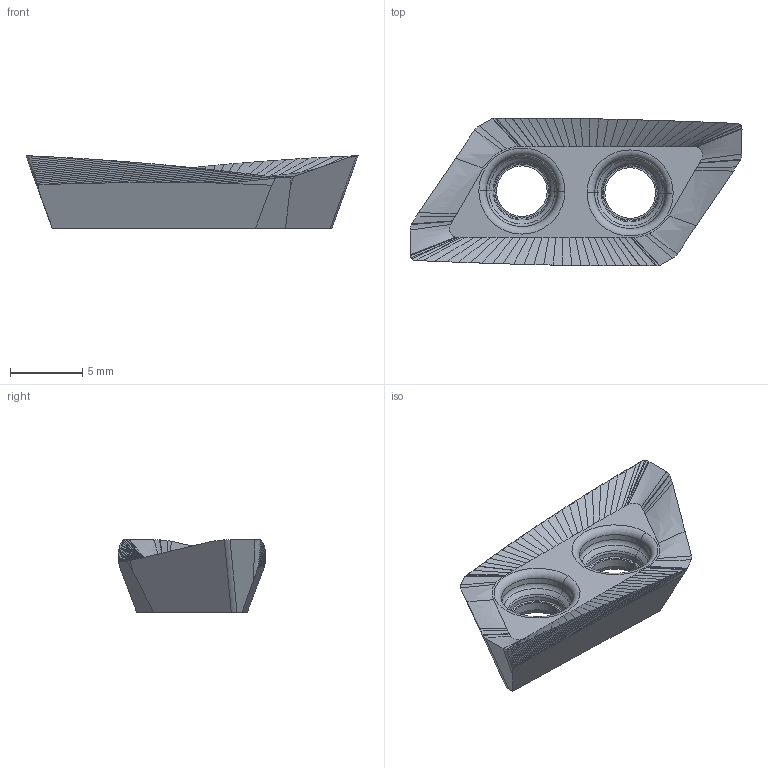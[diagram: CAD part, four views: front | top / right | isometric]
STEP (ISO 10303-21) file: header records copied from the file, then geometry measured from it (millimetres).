
FILE_DESCRIPTION((''),'2;1');
FILE_NAME('XDGX175004PDR-GL','2015-12-18T',('tlyi02'),('PTC Japan'),'PRO/ENGINEER BY PARAMETRIC TECHNOLOGY CORPORATION, 2014310','PRO/ENGINEER BY PARAMETRIC TECHNOLOGY CORPORATION, 2014310','');
FILE_SCHEMA(('AUTOMOTIVE_DESIGN { 1 0 10303 214 1 1 1 1 }'));
Length unit declared in the file: millimetre
Products named in the file (1): XDGX175004PDR-GL
Bounding box: 23 x 10.23 x 5 mm (x, y, z)
Volume: 452.7 mm3; surface area: 599.9 mm2
Topology: 1 solids, 1 shells, 202 faces, 502 edges, 306 vertices
Faces by surface type: bspline 94, plane 68, torus 24, cone 12, cylinder 4
Entity records: 11295 total; most frequent: CARTESIAN_POINT 5356, ORIENTED_EDGE 1004, DIRECTION 708, PRESENTATION_STYLE_ASSIGNMENT 504, STYLED_ITEM 504, CURVE_STYLE 503, EDGE_CURVE 502, VERTEX_POINT 306
